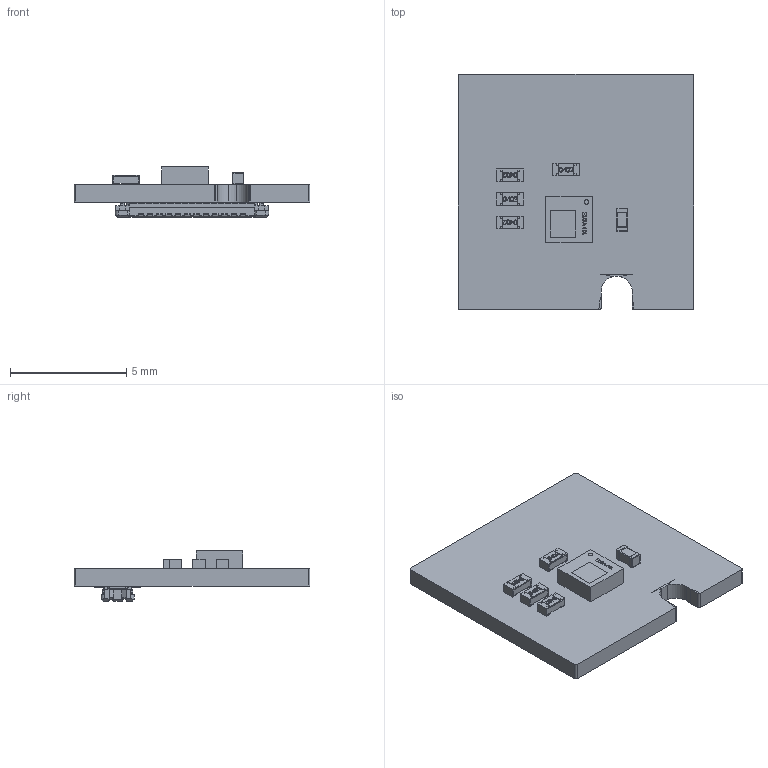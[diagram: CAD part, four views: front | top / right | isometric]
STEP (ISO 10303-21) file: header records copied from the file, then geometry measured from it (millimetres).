
FILE_DESCRIPTION(('Open CASCADE Model'),'2;1');
FILE_NAME('Open CASCADE Shape Model','2020-06-01T18:12:42',('Author'),( 'Open CASCADE'),'Open CASCADE STEP processor 6.8','Open CASCADE 6.8' ,'Unknown');
FILE_SCHEMA(('AUTOMOTIVE_DESIGN { 1 0 10303 214 1 1 1 1 }'));
Length unit declared in the file: millimetre
Products named in the file (18): PCB; Board; Open CASCADE STEP translator 6.8 1.1.1; Open CASCADE STEP translator 6.8 1.1.1.1; Open CASCADE STEP translator 6.8 1.1.1.2; Open CASCADE STEP translator 6.8 1.1.1.3; Open CASCADE STEP translator 6.8 1.1.1.4; C5; C0402; R9; RES_1005-0402; R12; R14; R11; U3; HLGA-10L; J3; axe624124
Assembly tree (20 placements, depth 4):
  PCB
    Board
      Open CASCADE STEP translator 6.8 1.1.1
        Open CASCADE STEP translator 6.8 1.1.1.1
        Open CASCADE STEP translator 6.8 1.1.1.2
        Open CASCADE STEP translator 6.8 1.1.1.3
        Open CASCADE STEP translator 6.8 1.1.1.4
    C5
      C0402
    R9
      RES_1005-0402
    R12
      RES_1005-0402
    R14
      RES_1005-0402
    R11
      RES_1005-0402
    U3
      HLGA-10L
    J3
      axe624124
Bounding box: 10.15 x 10.15 x 2.16 mm (x, y, z)
Volume: 83.2 mm3; surface area: 313.3 mm2
Topology: 23 solids, 23 shells, 1108 faces, 2894 edges, 1878 vertices
Faces by surface type: plane 828, bspline 134, cylinder 120, sphere 18, cone 4, torus 4
Entity records: 30304 total; most frequent: CARTESIAN_POINT 8642, ORIENTED_EDGE 4414, DIRECTION 3937, EDGE_CURVE 2207, LINE 1759, VECTOR 1759, VERTEX_POINT 1428, AXIS2_PLACEMENT_3D 1089
